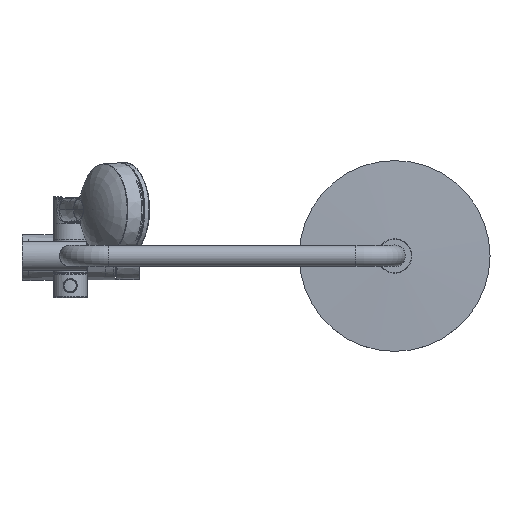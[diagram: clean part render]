
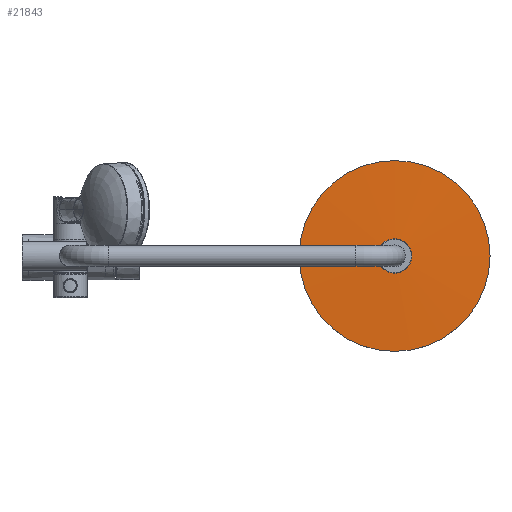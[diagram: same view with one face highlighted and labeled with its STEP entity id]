
A CAD part, top view. The second image highlights one B-rep face of the part: STEP entity #21843.
In plain terms, the highlighted spherical face has radius 2500 mm.
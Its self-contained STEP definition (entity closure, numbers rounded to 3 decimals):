
#241=SPHERICAL_SURFACE('',#29287,2500.);
#1726=CIRCLE('',#29286,100.);
#1727=CIRCLE('',#29288,18.);
#8507=ORIENTED_EDGE('',*,*,#12001,.T.);
#8508=ORIENTED_EDGE('',*,*,#12000,.F.);
#12000=EDGE_CURVE('',#14368,#14368,#1726,.T.);
#12001=EDGE_CURVE('',#14369,#14369,#1727,.T.);
#14368=VERTEX_POINT('',#76722);
#14369=VERTEX_POINT('',#76725);
#18412=EDGE_LOOP('',(#8507));
#18413=EDGE_LOOP('',(#8508));
#20143=FACE_BOUND('',#18412,.T.);
#20144=FACE_BOUND('',#18413,.T.);
#21843=ADVANCED_FACE('',(#20143,#20144),#241,.T.);
#29286=AXIS2_PLACEMENT_3D('',#76721,#31878,#31879);
#29287=AXIS2_PLACEMENT_3D('',#76723,#31880,#31881);
#29288=AXIS2_PLACEMENT_3D('',#76724,#31882,#31883);
#31878=DIRECTION('',(0.,0.,-1.));
#31879=DIRECTION('',(1.,0.,0.));
#31880=DIRECTION('',(0.,0.,-1.));
#31881=DIRECTION('',(0.,-1.,0.));
#31882=DIRECTION('',(0.,0.,-1.));
#31883=DIRECTION('',(1.,0.,0.));
#76721=CARTESIAN_POINT('',(340.05,0.,937.242));
#76722=CARTESIAN_POINT('',(440.05,0.,937.242));
#76723=CARTESIAN_POINT('',(340.05,0.,-1560.757));
#76724=CARTESIAN_POINT('',(340.05,0.,939.178));
#76725=CARTESIAN_POINT('',(358.05,0.,939.178));
